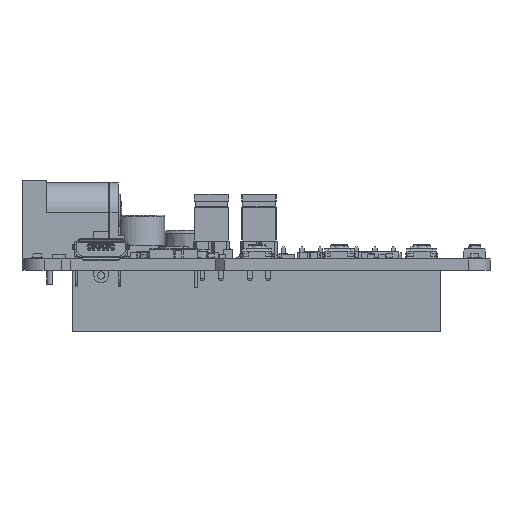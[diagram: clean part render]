
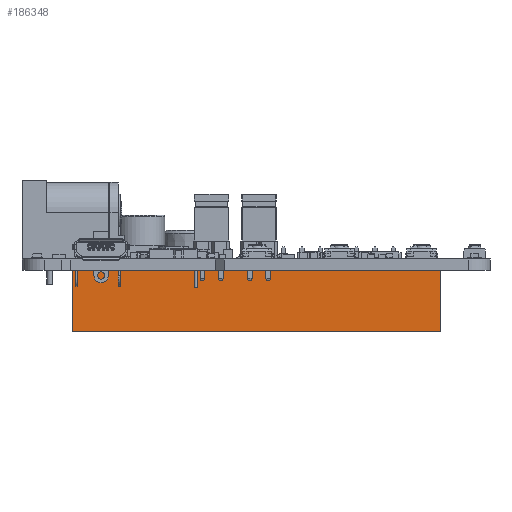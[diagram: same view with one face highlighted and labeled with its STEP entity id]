
A CAD part, front view. The second image highlights one B-rep face of the part: STEP entity #186348.
In plain terms, the highlighted planar face has unit normal (0, -1, 0).
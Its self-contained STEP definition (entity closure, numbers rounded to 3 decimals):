
#1525 = CARTESIAN_POINT ( 'NONE',  ( 7.1, 50.03, -8.5 ) ) ;
#17112 = LINE ( 'NONE', #126688, #30843 ) ;
#30843 = VECTOR ( 'NONE', #171580, 1000. ) ;
#37687 = VERTEX_POINT ( 'NONE', #70415 ) ;
#42557 = DIRECTION ( 'NONE',  ( 0., -1., 0. ) ) ;
#47245 = CARTESIAN_POINT ( 'NONE',  ( 6.9, 50.03, 0. ) ) ;
#51296 = VECTOR ( 'NONE', #243582, 1000. ) ;
#56331 = CARTESIAN_POINT ( 'NONE',  ( 7.1, 50.03, 0. ) ) ;
#70415 = CARTESIAN_POINT ( 'NONE',  ( 58.1, 50.03, -8.5 ) ) ;
#74250 = CARTESIAN_POINT ( 'NONE',  ( 7.1, 50.03, -8.5 ) ) ;
#74468 = EDGE_CURVE ( 'NONE', #85272, #78516, #157043, .T. ) ;
#78516 = VERTEX_POINT ( 'NONE', #211294 ) ;
#85272 = VERTEX_POINT ( 'NONE', #96582 ) ;
#96582 = CARTESIAN_POINT ( 'NONE',  ( 6.9, 50.03, -8.5 ) ) ;
#104485 = EDGE_CURVE ( 'NONE', #85272, #37687, #215817, .T. ) ;
#105359 = VECTOR ( 'NONE', #230784, 1000. ) ;
#108645 = LINE ( 'NONE', #56331, #105359 ) ;
#113343 = EDGE_CURVE ( 'NONE', #207981, #37687, #17112, .T. ) ;
#126688 = CARTESIAN_POINT ( 'NONE',  ( 58.1, 50.03, -8.5 ) ) ;
#141321 = FACE_OUTER_BOUND ( 'NONE', #248243, .T. ) ;
#152726 = CARTESIAN_POINT ( 'NONE',  ( 58.1, 50.03, 0. ) ) ;
#157043 = LINE ( 'NONE', #47245, #51296 ) ;
#157678 = VECTOR ( 'NONE', #205926, 1000. ) ;
#160027 = ORIENTED_EDGE ( 'NONE', *, *, #74468, .F. ) ;
#160058 = EDGE_CURVE ( 'NONE', #78516, #207981, #108645, .T. ) ;
#171580 = DIRECTION ( 'NONE',  ( 0., 0., -1. ) ) ;
#181208 = AXIS2_PLACEMENT_3D ( 'NONE', #1525, #42557, #280798 ) ;
#186348 = ADVANCED_FACE ( 'NONE', ( #141321 ), #239863, .T. ) ;
#205926 = DIRECTION ( 'NONE',  ( 1., 0., 0. ) ) ;
#207981 = VERTEX_POINT ( 'NONE', #152726 ) ;
#211294 = CARTESIAN_POINT ( 'NONE',  ( 6.9, 50.03, 0. ) ) ;
#215817 = LINE ( 'NONE', #74250, #157678 ) ;
#216403 = ORIENTED_EDGE ( 'NONE', *, *, #104485, .T. ) ;
#230309 = ORIENTED_EDGE ( 'NONE', *, *, #160058, .F. ) ;
#230784 = DIRECTION ( 'NONE',  ( 1., 0., 0. ) ) ;
#239863 = PLANE ( 'NONE',  #181208 ) ;
#240303 = ORIENTED_EDGE ( 'NONE', *, *, #113343, .F. ) ;
#243582 = DIRECTION ( 'NONE',  ( 0., 0., 1. ) ) ;
#248243 = EDGE_LOOP ( 'NONE', ( #230309, #160027, #216403, #240303 ) ) ;
#280798 = DIRECTION ( 'NONE',  ( 0., 0., -1. ) ) ;
